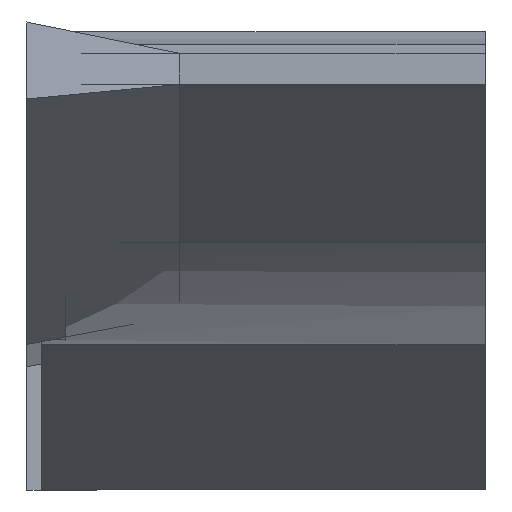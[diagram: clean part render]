
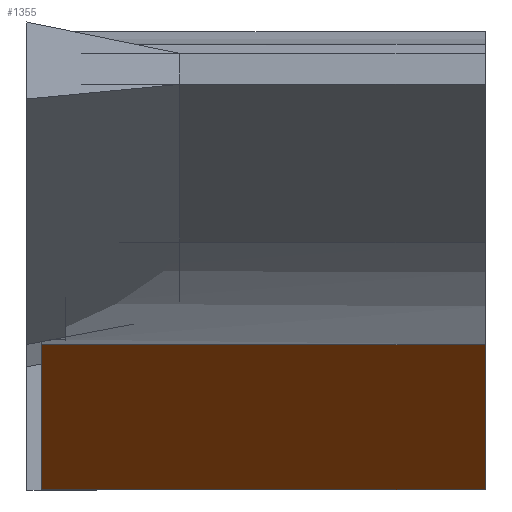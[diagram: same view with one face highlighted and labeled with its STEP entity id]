
A CAD part, left-side view. The second image highlights one B-rep face of the part: STEP entity #1355.
In plain terms, the highlighted planar face has unit normal (-0.616, 0, -0.788).
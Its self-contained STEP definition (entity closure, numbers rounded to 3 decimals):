
#96 = CARTESIAN_POINT ( 'NONE',  ( 10.426, -9.525, -9.525 ) ) ;
#308 = CARTESIAN_POINT ( 'NONE',  ( 6.557, -9.525, -6.502 ) ) ;
#364 = LINE ( 'NONE', #96, #1513 ) ;
#381 = EDGE_CURVE ( 'NONE', #2158, #2273, #1949, .T. ) ;
#426 = VECTOR ( 'NONE', #537, 1000. ) ;
#433 = ORIENTED_EDGE ( 'NONE', *, *, #2044, .T. ) ;
#471 = EDGE_CURVE ( 'NONE', #2505, #2273, #487, .T. ) ;
#487 = LINE ( 'NONE', #1049, #426 ) ;
#514 = PLANE ( 'NONE',  #2235 ) ;
#537 = DIRECTION ( 'NONE',  ( 0., -1., 0. ) ) ;
#810 = CARTESIAN_POINT ( 'NONE',  ( 10.426, -0.3, -9.525 ) ) ;
#835 = DIRECTION ( 'NONE',  ( 0., -1., 0. ) ) ;
#883 = CARTESIAN_POINT ( 'NONE',  ( 6.557, -0.3, -6.502 ) ) ;
#924 = VERTEX_POINT ( 'NONE', #810 ) ;
#1049 = CARTESIAN_POINT ( 'NONE',  ( 6.557, 126.754, -6.502 ) ) ;
#1199 = CARTESIAN_POINT ( 'NONE',  ( 10.426, -9.525, -9.525 ) ) ;
#1355 = ADVANCED_FACE ( 'NONE', ( #2319 ), #514, .F. ) ;
#1401 = EDGE_LOOP ( 'NONE', ( #1456, #433, #2083, #2070 ) ) ;
#1456 = ORIENTED_EDGE ( 'NONE', *, *, #1784, .F. ) ;
#1513 = VECTOR ( 'NONE', #835, 1000. ) ;
#1515 = DIRECTION ( 'NONE',  ( -0.788, 0., 0.616 ) ) ;
#1523 = CARTESIAN_POINT ( 'NONE',  ( 48.824, 126.754, -39.525 ) ) ;
#1537 = CARTESIAN_POINT ( 'NONE',  ( -0.669, -9.525, -0.857 ) ) ;
#1616 = VECTOR ( 'NONE', #2414, 1000. ) ;
#1618 = LINE ( 'NONE', #2642, #1616 ) ;
#1632 = DIRECTION ( 'NONE',  ( 0.616, 0., 0.788 ) ) ;
#1678 = DIRECTION ( 'NONE',  ( 0.788, 0., -0.616 ) ) ;
#1784 = EDGE_CURVE ( 'NONE', #924, #2505, #1618, .T. ) ;
#1804 = VECTOR ( 'NONE', #1515, 1000. ) ;
#1949 = LINE ( 'NONE', #1537, #1804 ) ;
#2044 = EDGE_CURVE ( 'NONE', #924, #2158, #364, .T. ) ;
#2070 = ORIENTED_EDGE ( 'NONE', *, *, #471, .F. ) ;
#2083 = ORIENTED_EDGE ( 'NONE', *, *, #381, .T. ) ;
#2158 = VERTEX_POINT ( 'NONE', #1199 ) ;
#2235 = AXIS2_PLACEMENT_3D ( 'NONE', #1523, #1632, #1678 ) ;
#2273 = VERTEX_POINT ( 'NONE', #308 ) ;
#2319 = FACE_OUTER_BOUND ( 'NONE', #1401, .T. ) ;
#2414 = DIRECTION ( 'NONE',  ( -0.788, 0., 0.616 ) ) ;
#2505 = VERTEX_POINT ( 'NONE', #883 ) ;
#2642 = CARTESIAN_POINT ( 'NONE',  ( 48.824, -0.3, -39.525 ) ) ;
